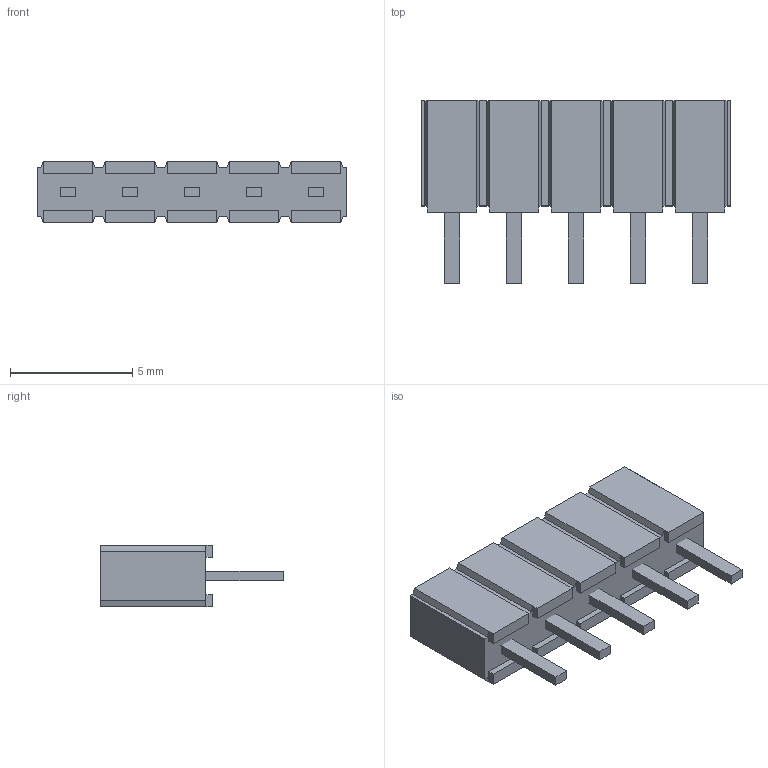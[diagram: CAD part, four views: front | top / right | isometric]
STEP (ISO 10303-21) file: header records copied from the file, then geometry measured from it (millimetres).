
FILE_DESCRIPTION(/* description */ ('STEP AP214'),/* implementation_level */ '2;1');
FILE_NAME(/* name */ 'SLW-105-01-T-S',/* time_stamp */ '2023-11-01T14:23:17+01:00',/* author */ ('License CC BY-ND 4.0'),/* organization */ ('CADENAS'),/* preprocessor_version */ 'ST-DEVELOPER v19.3',/* originating_system */ 'PARTsolutions',/* authorisation */ ' ');
FILE_SCHEMA (('AUTOMOTIVE_DESIGN {1 0 10303 214 3 1 1}'));
Length unit declared in the file: inch
Products named in the file (3): SLW-105-01-T-S; C-28-01-05-S; SLW-105-01-S_socket
Assembly tree (2 placements, depth 2):
  SLW-105-01-T-S
    C-28-01-05-S
    SLW-105-01-S_socket
Bounding box: 12.7 x 7.49 x 2.54 mm (x, y, z)
Volume: 186.4 mm3; surface area: 493.3 mm2
Topology: 2 solids, 2 shells, 167 faces, 424 edges, 276 vertices
Faces by surface type: plane 167
Entity records: 4976 total; most frequent: CARTESIAN_POINT 870, ORIENTED_EDGE 848, DIRECTION 764, EDGE_CURVE 424, LINE 424, VECTOR 424, VERTEX_POINT 276, EDGE_LOOP 182
